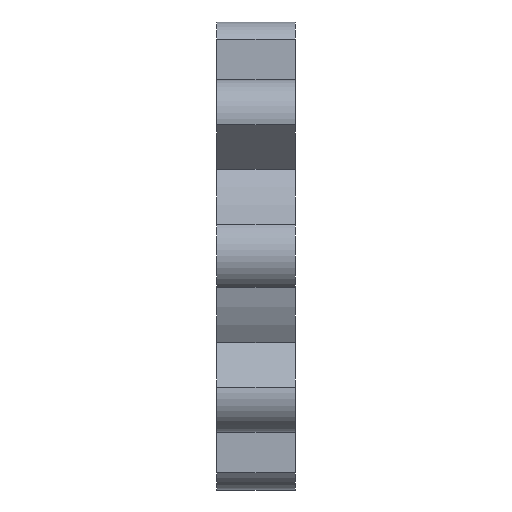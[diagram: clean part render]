
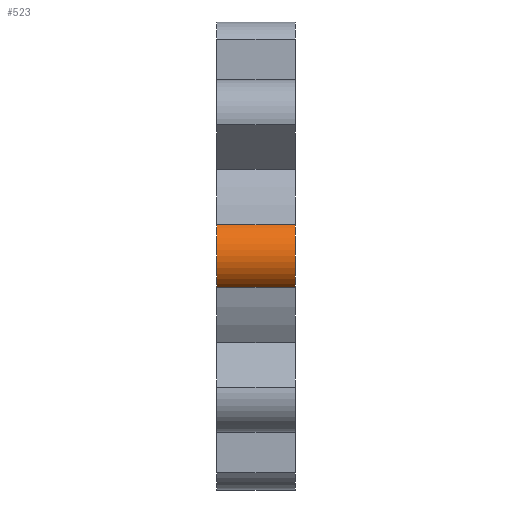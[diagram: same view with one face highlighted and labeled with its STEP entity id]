
A CAD part, front view. The second image highlights one B-rep face of the part: STEP entity #523.
In plain terms, the highlighted cylindrical face has radius 2.374 mm (diameter 4.749 mm), a partial arc.
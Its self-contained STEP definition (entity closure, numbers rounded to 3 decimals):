
#73 = PLANE('',#74);
#74 = AXIS2_PLACEMENT_3D('',#75,#76,#77);
#75 = CARTESIAN_POINT('',(5.,46.071,0.));
#76 = DIRECTION('',(1.,0.,0.));
#77 = DIRECTION('',(-0.,0.,1.));
#128 = PLANE('',#129);
#129 = AXIS2_PLACEMENT_3D('',#130,#131,#132);
#130 = CARTESIAN_POINT('',(0.,46.071,0.));
#131 = DIRECTION('',(1.,0.,0.));
#132 = DIRECTION('',(-0.,0.,1.));
#414 = PLANE('',#415);
#415 = AXIS2_PLACEMENT_3D('',#416,#417,#418);
#416 = CARTESIAN_POINT('',(0.,36.273,2.));
#417 = DIRECTION('',(0.,0.,-1.));
#418 = DIRECTION('',(0.,-1.,0.));
#453 = VERTEX_POINT('',#454);
#454 = CARTESIAN_POINT('',(5.,32.273,2.));
#475 = EDGE_CURVE('',#476,#453,#478,.T.);
#476 = VERTEX_POINT('',#477);
#477 = CARTESIAN_POINT('',(0.,32.273,2.));
#478 = SURFACE_CURVE('',#479,(#483,#490),.PCURVE_S1.);
#479 = LINE('',#480,#481);
#480 = CARTESIAN_POINT('',(0.,32.273,2.));
#481 = VECTOR('',#482,1.);
#482 = DIRECTION('',(1.,0.,0.));
#483 = PCURVE('',#414,#484);
#484 = DEFINITIONAL_REPRESENTATION('',(#485),#489);
#485 = LINE('',#486,#487);
#486 = CARTESIAN_POINT('',(4.,0.));
#487 = VECTOR('',#488,1.);
#488 = DIRECTION('',(0.,-1.));
#489 = ( GEOMETRIC_REPRESENTATION_CONTEXT(2) 
PARAMETRIC_REPRESENTATION_CONTEXT() REPRESENTATION_CONTEXT('2D SPACE',''
  ) );
#490 = PCURVE('',#491,#496);
#491 = CYLINDRICAL_SURFACE('',#492,2.374);
#492 = AXIS2_PLACEMENT_3D('',#493,#494,#495);
#493 = CARTESIAN_POINT('',(0.,33.553,0.));
#494 = DIRECTION('',(-1.,-0.,-0.));
#495 = DIRECTION('',(0.,1.,0.));
#496 = DEFINITIONAL_REPRESENTATION('',(#497),#501);
#497 = LINE('',#498,#499);
#498 = CARTESIAN_POINT('',(-2.14,0.));
#499 = VECTOR('',#500,1.);
#500 = DIRECTION('',(-0.,-1.));
#501 = ( GEOMETRIC_REPRESENTATION_CONTEXT(2) 
PARAMETRIC_REPRESENTATION_CONTEXT() REPRESENTATION_CONTEXT('2D SPACE',''
  ) );
#523 = ADVANCED_FACE('',(#524),#491,.T.);
#524 = FACE_BOUND('',#525,.F.);
#525 = EDGE_LOOP('',(#526,#527,#551,#579));
#526 = ORIENTED_EDGE('',*,*,#475,.T.);
#527 = ORIENTED_EDGE('',*,*,#528,.T.);
#528 = EDGE_CURVE('',#453,#529,#531,.T.);
#529 = VERTEX_POINT('',#530);
#530 = CARTESIAN_POINT('',(5.,32.273,-2.));
#531 = SURFACE_CURVE('',#532,(#537,#544),.PCURVE_S1.);
#532 = CIRCLE('',#533,2.374);
#533 = AXIS2_PLACEMENT_3D('',#534,#535,#536);
#534 = CARTESIAN_POINT('',(5.,33.553,0.));
#535 = DIRECTION('',(1.,0.,0.));
#536 = DIRECTION('',(0.,1.,0.));
#537 = PCURVE('',#491,#538);
#538 = DEFINITIONAL_REPRESENTATION('',(#539),#543);
#539 = LINE('',#540,#541);
#540 = CARTESIAN_POINT('',(-0.,-5.));
#541 = VECTOR('',#542,1.);
#542 = DIRECTION('',(-1.,0.));
#543 = ( GEOMETRIC_REPRESENTATION_CONTEXT(2) 
PARAMETRIC_REPRESENTATION_CONTEXT() REPRESENTATION_CONTEXT('2D SPACE',''
  ) );
#544 = PCURVE('',#73,#545);
#545 = DEFINITIONAL_REPRESENTATION('',(#546),#550);
#546 = CIRCLE('',#547,2.374);
#547 = AXIS2_PLACEMENT_2D('',#548,#549);
#548 = CARTESIAN_POINT('',(0.,12.518));
#549 = DIRECTION('',(0.,-1.));
#550 = ( GEOMETRIC_REPRESENTATION_CONTEXT(2) 
PARAMETRIC_REPRESENTATION_CONTEXT() REPRESENTATION_CONTEXT('2D SPACE',''
  ) );
#551 = ORIENTED_EDGE('',*,*,#552,.F.);
#552 = EDGE_CURVE('',#553,#529,#555,.T.);
#553 = VERTEX_POINT('',#554);
#554 = CARTESIAN_POINT('',(0.,32.273,-2.));
#555 = SURFACE_CURVE('',#556,(#560,#567),.PCURVE_S1.);
#556 = LINE('',#557,#558);
#557 = CARTESIAN_POINT('',(0.,32.273,-2.));
#558 = VECTOR('',#559,1.);
#559 = DIRECTION('',(1.,0.,0.));
#560 = PCURVE('',#491,#561);
#561 = DEFINITIONAL_REPRESENTATION('',(#562),#566);
#562 = LINE('',#563,#564);
#563 = CARTESIAN_POINT('',(-4.143,0.));
#564 = VECTOR('',#565,1.);
#565 = DIRECTION('',(-0.,-1.));
#566 = ( GEOMETRIC_REPRESENTATION_CONTEXT(2) 
PARAMETRIC_REPRESENTATION_CONTEXT() REPRESENTATION_CONTEXT('2D SPACE',''
  ) );
#567 = PCURVE('',#568,#573);
#568 = PLANE('',#569);
#569 = AXIS2_PLACEMENT_3D('',#570,#571,#572);
#570 = CARTESIAN_POINT('',(0.,36.273,-2.));
#571 = DIRECTION('',(0.,0.,-1.));
#572 = DIRECTION('',(0.,-1.,0.));
#573 = DEFINITIONAL_REPRESENTATION('',(#574),#578);
#574 = LINE('',#575,#576);
#575 = CARTESIAN_POINT('',(4.,0.));
#576 = VECTOR('',#577,1.);
#577 = DIRECTION('',(0.,-1.));
#578 = ( GEOMETRIC_REPRESENTATION_CONTEXT(2) 
PARAMETRIC_REPRESENTATION_CONTEXT() REPRESENTATION_CONTEXT('2D SPACE',''
  ) );
#579 = ORIENTED_EDGE('',*,*,#580,.F.);
#580 = EDGE_CURVE('',#476,#553,#581,.T.);
#581 = SURFACE_CURVE('',#582,(#587,#594),.PCURVE_S1.);
#582 = CIRCLE('',#583,2.374);
#583 = AXIS2_PLACEMENT_3D('',#584,#585,#586);
#584 = CARTESIAN_POINT('',(0.,33.553,0.));
#585 = DIRECTION('',(1.,0.,0.));
#586 = DIRECTION('',(0.,1.,0.));
#587 = PCURVE('',#491,#588);
#588 = DEFINITIONAL_REPRESENTATION('',(#589),#593);
#589 = LINE('',#590,#591);
#590 = CARTESIAN_POINT('',(-0.,0.));
#591 = VECTOR('',#592,1.);
#592 = DIRECTION('',(-1.,0.));
#593 = ( GEOMETRIC_REPRESENTATION_CONTEXT(2) 
PARAMETRIC_REPRESENTATION_CONTEXT() REPRESENTATION_CONTEXT('2D SPACE',''
  ) );
#594 = PCURVE('',#128,#595);
#595 = DEFINITIONAL_REPRESENTATION('',(#596),#600);
#596 = CIRCLE('',#597,2.374);
#597 = AXIS2_PLACEMENT_2D('',#598,#599);
#598 = CARTESIAN_POINT('',(0.,12.518));
#599 = DIRECTION('',(0.,-1.));
#600 = ( GEOMETRIC_REPRESENTATION_CONTEXT(2) 
PARAMETRIC_REPRESENTATION_CONTEXT() REPRESENTATION_CONTEXT('2D SPACE',''
  ) );
